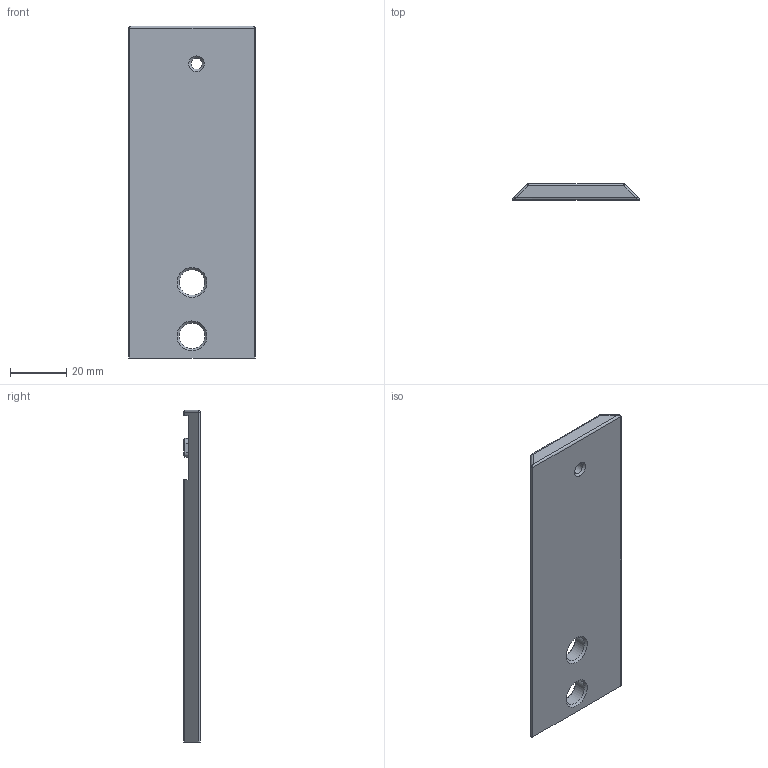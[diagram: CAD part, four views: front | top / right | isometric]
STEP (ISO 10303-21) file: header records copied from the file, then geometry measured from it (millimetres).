
FILE_DESCRIPTION(/* description */ (''),/* implementation_level */ '2;1');
FILE_NAME(/* name */ 'UPPER DRAG CHAIN BRACKET.stp',/* time_stamp */ '2021-01-17T15:21:19-05:00',/* author */ ('Bill_Blades'),/* organization */ (''),/* preprocessor_version */ 'ST-DEVELOPER v18',/* originating_system */ 'Autodesk Inventor 2020',/* authorisation */ '');
FILE_SCHEMA (('AUTOMOTIVE_DESIGN { 1 0 10303 214 3 1 1 }'));
Length unit declared in the file: inch
Products named in the file (1): UPPER DRAG CHAIN BRACKET
Bounding box: 45.12 x 5.78 x 118.36 mm (x, y, z)
Volume: 25506.9 mm3; surface area: 11855.7 mm2
Topology: 1 solids, 1 shells, 42 faces, 102 edges, 59 vertices
Faces by surface type: cylinder 15, plane 15, cone 8, bspline 4
Full cylindrical faces by diameter (mm): 4.013 x1, 9.144 x2
Entity records: 1368 total; most frequent: CARTESIAN_POINT 334, DIRECTION 217, ORIENTED_EDGE 196, EDGE_CURVE 98, AXIS2_PLACEMENT_3D 80, VERTEX_POINT 59, LINE 57, VECTOR 57
